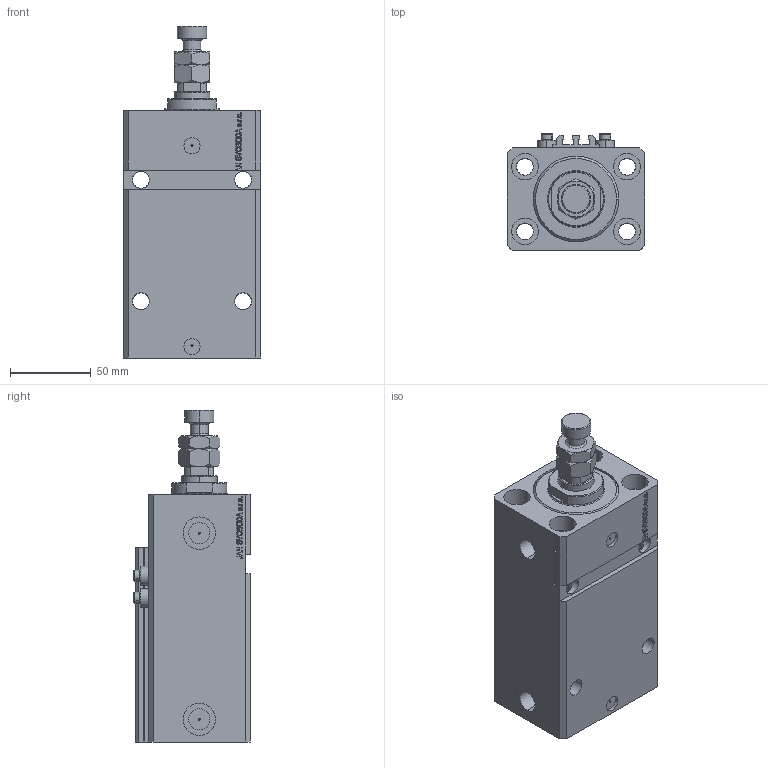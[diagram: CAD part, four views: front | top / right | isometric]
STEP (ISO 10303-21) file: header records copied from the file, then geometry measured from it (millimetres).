
FILE_DESCRIPTION (( 'STEP AP203' ), '1' );
FILE_NAME ('e0fc.STEP', '2023-10-07T11:53:48', ( '' ), ( '' ), 'SwSTEP 2.0', 'SolidWorks 2019', '' );
FILE_SCHEMA (( 'CONFIG_CONTROL_DESIGN' ));
Length unit declared in the file: millimetre
Products named in the file (6): V250CE_E_Body a8305ce6bc565e5810e8843338eec466; V250CE_VC_E a8305ce6bc565e5810e8843338eec466; e0fc; ALLEN BOLT V250CE a8305ce6bc565e5810e8843338eec466; MFA a8305ce6bc565e5810e8843338eec466; V250CE_C_VCP a8305ce6bc565e5810e8843338eec466
Assembly tree (8 placements, depth 2):
  e0fc
    V250CE_E_Body a8305ce6bc565e5810e8843338eec466
    ALLEN BOLT V250CE a8305ce6bc565e5810e8843338eec466  x4
    V250CE_C_VCP a8305ce6bc565e5810e8843338eec466
    V250CE_VC_E a8305ce6bc565e5810e8843338eec466
    MFA a8305ce6bc565e5810e8843338eec466
Bounding box: 85 x 72 x 205 mm (x, y, z)
Volume: 694536.9 mm3; surface area: 144052.8 mm2
Topology: 9 solids, 9 shells, 1159 faces, 2875 edges, 1843 vertices
Faces by surface type: plane 551, bspline 356, cylinder 150, cone 84, torus 18
Entity records: 49764 total; most frequent: CARTESIAN_POINT 25559, ORIENTED_EDGE 5440, DIRECTION 3650, EDGE_CURVE 2720, VERTEX_POINT 1759, VECTOR 1622, LINE 1622, EDGE_LOOP 1223
